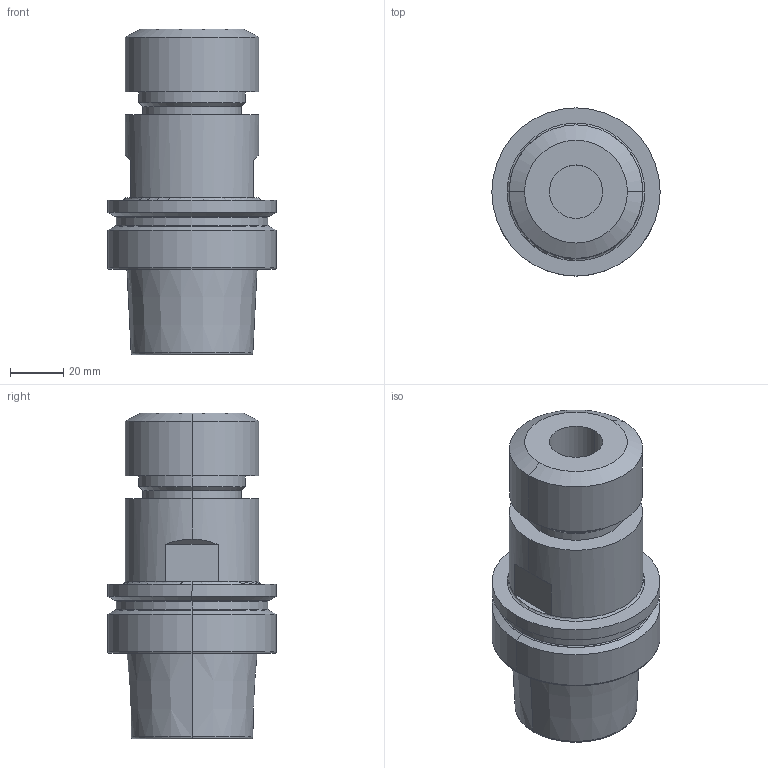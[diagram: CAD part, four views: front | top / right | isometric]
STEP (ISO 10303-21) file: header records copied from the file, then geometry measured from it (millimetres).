
FILE_DESCRIPTION (( 'STEP AP203' ), '1' );
FILE_NAME ('STP-31456-E.STEP', '2020-06-29T09:50:51', ( '' ), ( '' ), 'SwSTEP 2.0', 'SolidWorks 2017', '' );
FILE_SCHEMA (( 'CONFIG_CONTROL_DESIGN' ));
Length unit declared in the file: millimetre
Products named in the file (1): STP-31456-E
Bounding box: 63 x 63 x 122 mm (x, y, z)
Volume: 194526.2 mm3; surface area: 34997.6 mm2
Topology: 1 solids, 1 shells, 68 faces, 138 edges, 80 vertices
Faces by surface type: cylinder 22, torus 16, plane 16, cone 14
Entity records: 1861 total; most frequent: DIRECTION 362, CARTESIAN_POINT 299, ORIENTED_EDGE 276, AXIS2_PLACEMENT_3D 159, EDGE_CURVE 138, CIRCLE 90, VERTEX_POINT 80, EDGE_LOOP 76
